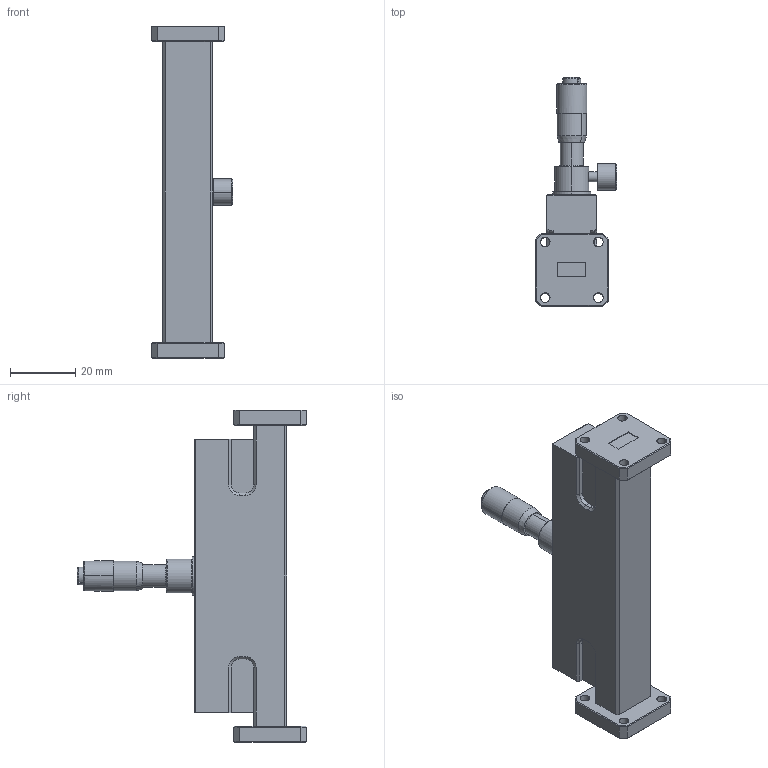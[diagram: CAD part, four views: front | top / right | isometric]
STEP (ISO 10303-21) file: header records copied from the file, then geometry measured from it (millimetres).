
FILE_DESCRIPTION (( 'STEP AP203' ), '1' );
FILE_NAME ('STA-30-34-M1.STEP', '2021-06-11T00:23:50', ( '' ), ( '' ), 'SwSTEP 2.0', 'SolidWorks 2021', '' );
FILE_SCHEMA (( 'CONFIG_CONTROL_DESIGN' ));
Length unit declared in the file: inch
Products named in the file (1): STA-30-34-M1
Bounding box: 24.93 x 70.22 x 101.6 mm (x, y, z)
Volume: 43220.9 mm3; surface area: 14223.8 mm2
Topology: 1 solids, 1 shells, 380 faces, 834 edges, 496 vertices
Faces by surface type: plane 200, cone 98, cylinder 80, torus 2
Entity records: 10591 total; most frequent: CARTESIAN_POINT 2087, DIRECTION 1804, ORIENTED_EDGE 1668, EDGE_CURVE 834, AXIS2_PLACEMENT_3D 651, LINE 502, VECTOR 502, VERTEX_POINT 496
